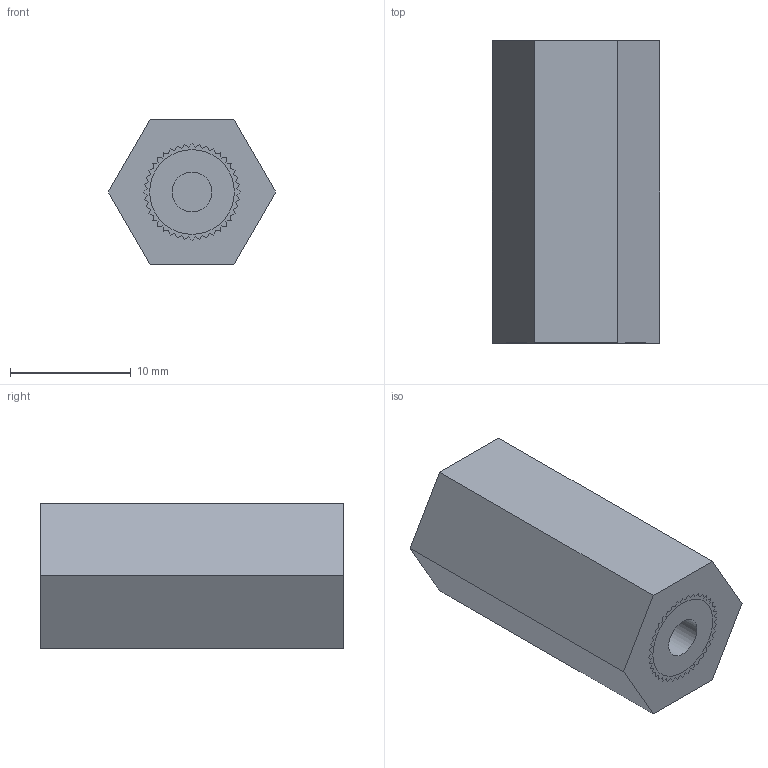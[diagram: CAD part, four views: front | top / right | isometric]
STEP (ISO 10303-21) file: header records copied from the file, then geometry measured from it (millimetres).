
FILE_DESCRIPTION(/* description */ (''),/* implementation_level */ '2;1');
FILE_NAME(/* name */ '3M425F.step',/* time_stamp */ '2023-01-09T16:40:07Z',/* author */ (''),/* organization */ (''),/* preprocessor_version */ 'ST-DEVELOPER v19.2',/* originating_system */ 'Autodesk Translation Framework v11.17.0.187',/* authorisation */ '');
FILE_SCHEMA (('AUTOMOTIVE_DESIGN { 1 0 10303 214 3 1 1 }'));
Length unit declared in the file: millimetre
Products named in the file (3): 3M425F; 3M Moulding_3M425F; Female Insert_M4-008B
Assembly tree (3 placements, depth 2):
  3M425F
    3M Moulding_3M425F
    Female Insert_M4-008B  x2
Bounding box: 13.86 x 25 x 12 mm (x, y, z)
Volume: 3042.4 mm3; surface area: 2308.8 mm2
Topology: 3 solids, 3 shells, 184 faces, 520 edges, 346 vertices
Faces by surface type: plane 176, cylinder 6, cone 2
Full cylindrical faces by diameter (mm): 3.3 x2, 7 x4
Entity records: 3178 total; most frequent: CARTESIAN_POINT 556, ORIENTED_EDGE 542, DIRECTION 487, EDGE_CURVE 271, LINE 263, VECTOR 263, VERTEX_POINT 181, AXIS2_PLACEMENT_3D 112
